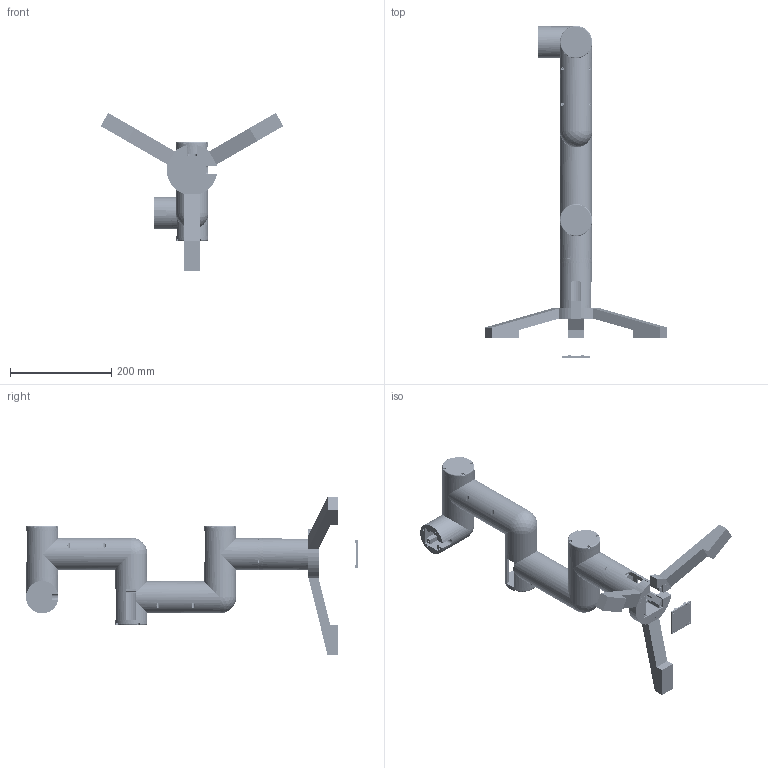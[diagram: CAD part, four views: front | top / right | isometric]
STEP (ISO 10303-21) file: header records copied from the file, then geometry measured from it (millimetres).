
FILE_DESCRIPTION(/* description */ (''),/* implementation_level */ '2;1');
FILE_NAME(/* name */ 'arm-old_.step',/* time_stamp */ '2025-12-02T22:07:50+01:00',/* author */ (''),/* organization */ (''),/* preprocessor_version */ 'ST-DEVELOPER v20.1',/* originating_system */ 'Autodesk Translation Framework v14.21.0.0',/* authorisation */ '');
FILE_SCHEMA (('AUTOMOTIVE_DESIGN { 1 0 10303 214 3 1 1 }'));
Products named in the file (25): 装配; 轴承30x42x7; 臂2; 底座; 盖3; 盖4; 臂3; 盖5; 盖6; 摄像头; 臂1; 臂1壳; 盖2; 支腿; Abacus Drive; Housing; Output; Base - Nema 17; Shaft - Nema 17 23mm; 连接轴; 轴承40x52x10; 曲轴; 齿轮; 轴套; 盖1
Assembly tree (61 placements, depth 3):
  装配
    臂1  x2
    臂1壳  x2
    轴承40x52x10  x7
    曲轴  x4
    齿轮  x8
    盖1  x7
    轴套  x4
    Abacus Drive  x4
      Housing
      Output
      Base - Nema 17
      Shaft - Nema 17 23mm
    连接轴  x4
    轴承30x42x7
    盖2  x3
    臂2
    底座
    盖3
    盖4
    支腿  x3
    臂3
    盖5
    盖6
    摄像头
Bounding box: 361.41 x 656.72 x 312.99 mm (x, y, z)
Volume: 1988945.7 mm3; surface area: 716379.5 mm2
Topology: 67 solids, 67 shells, 3751 faces, 9998 edges, 6468 vertices
Faces by surface type: cylinder 1621, plane 1344, cone 632, bspline 108, torus 40, sphere 6
Full cylindrical faces by diameter (mm): 1.5 x28, 3 x32, 3.2 x8, 3.5 x106, 4 x24, 4.15 x24, 4.2 x44, 6 x56, 7.15 x4, 8 x8, 9 x4, 10 x4, 11 x8, 12.15 x8, 13 x4, 14 x4, 15 x16, 19 x16, 20 x4, 28 x8, 30 x5, 30.1 x4, 32 x4, 34 x4, 36.65 x4, 37 x4, 37.1 x4, 40 x14, 42 x5, 52 x14
Entity records: 52484 total; most frequent: CARTESIAN_POINT 19988, DIRECTION 6860, ORIENTED_EDGE 6490, EDGE_CURVE 3245, AXIS2_PLACEMENT_3D 2605, VERTEX_POINT 2117, LINE 1650, VECTOR 1650
